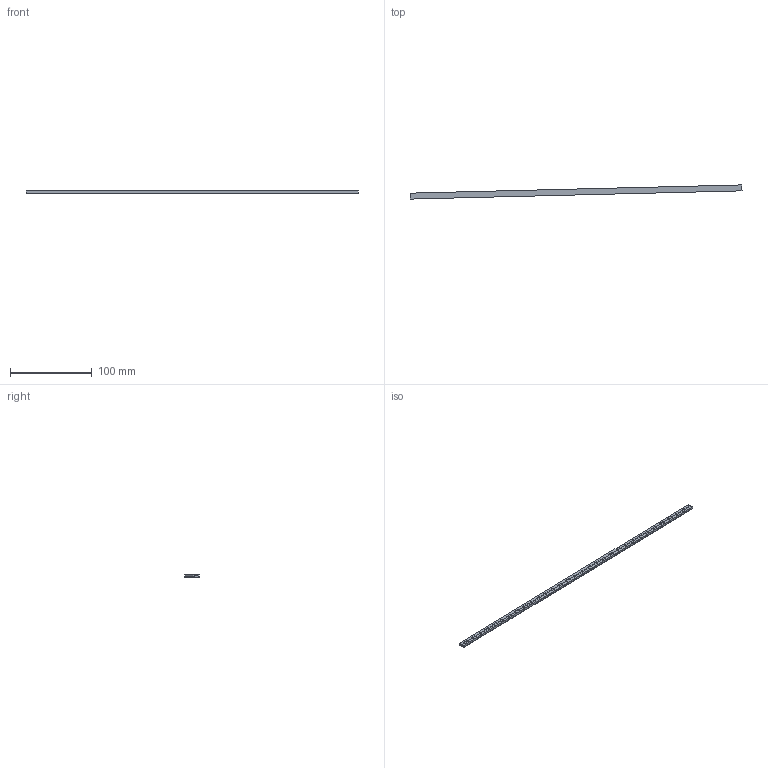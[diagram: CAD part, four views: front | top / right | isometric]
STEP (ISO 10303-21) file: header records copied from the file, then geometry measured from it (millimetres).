
FILE_DESCRIPTION(/* description */ ('Unknown'),/* implementation_level */ '2;1');
FILE_NAME(/* name */ '3851130_maxSized',/* time_stamp */ '2019-12-05T16:09:37+08:00',/* author */ ('Unknown'),/* organization */ ('Unknown'),/* preprocessor_version */ 'ST-DEVELOPER v16.7',/* originating_system */ 'DEX',/* authorisation */ $);
FILE_SCHEMA (('AUTOMOTIVE_DESIGN {1 0 10303 214 3 1 1}'));
Length unit declared in the file: millimetre
Products named in the file (3): 3851130_maxSized; maxSized; 3851130_406,30mm
Assembly tree (2 placements, depth 2):
  3851130_maxSized
    maxSized
    3851130_406,30mm
Bounding box: 407.16 x 17.37 x 2.9 mm (x, y, z)
Volume: 9079.5 mm3; surface area: 20114.5 mm2
Topology: 2 solids, 2 shells, 1797 faces, 5124 edges, 3331 vertices
Faces by surface type: cylinder 1021, plane 776
Full cylindrical faces by diameter (mm): 1.5 x85
Entity records: 58188 total; most frequent: DIRECTION 10596, CARTESIAN_POINT 10000, ORIENTED_EDGE 9908, EDGE_CURVE 4954, AXIS2_PLACEMENT_3D 3842, VERTEX_POINT 3246, LINE 2912, VECTOR 2912
